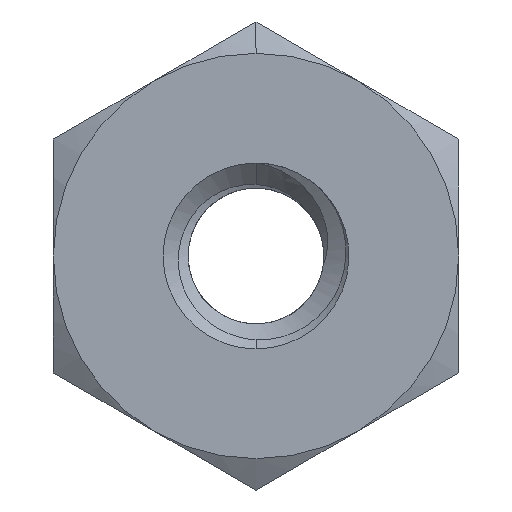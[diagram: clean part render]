
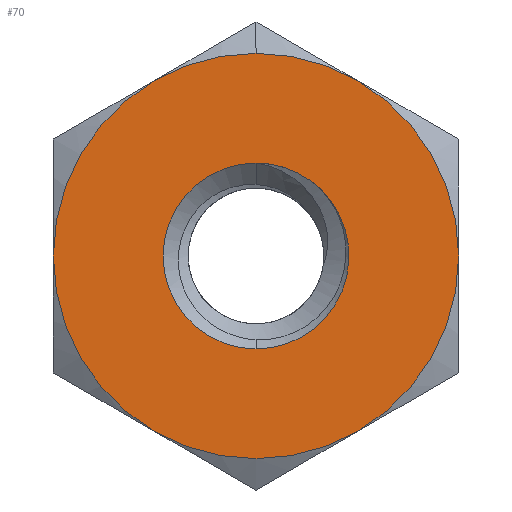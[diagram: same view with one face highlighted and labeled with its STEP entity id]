
A CAD part, front view. The second image highlights one B-rep face of the part: STEP entity #70.
In plain terms, the highlighted planar face has unit normal (0, -1, 0).
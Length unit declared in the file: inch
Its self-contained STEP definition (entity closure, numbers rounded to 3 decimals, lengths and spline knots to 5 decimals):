
#4 = ORIENTED_EDGE ( 'NONE', *, *, #1348, .T. ) ;
#11 = CARTESIAN_POINT ( 'NONE',  ( 0., -0.03125, 0.09375 ) ) ;
#24 = AXIS2_PLACEMENT_3D ( 'NONE', #1278, #470, #743 ) ;
#56 = CARTESIAN_POINT ( 'NONE',  ( -0.09375, -0.03125, -0.05413 ) ) ;
#70 = ADVANCED_FACE ( 'NONE', ( #1165, #1709 ), #907, .F. ) ;
#71 = CARTESIAN_POINT ( 'NONE',  ( 0., -0.03125, 0. ) ) ;
#96 = EDGE_CURVE ( 'NONE', #453, #1308, #1363, .T. ) ;
#105 = AXIS2_PLACEMENT_3D ( 'NONE', #1593, #796, #927 ) ;
#136 = DIRECTION ( 'NONE',  ( 0., 0., 1. ) ) ;
#142 = CIRCLE ( 'NONE', #1515, 0.09375 ) ;
#184 = CARTESIAN_POINT ( 'NONE',  ( 0., -0.03125, 0. ) ) ;
#191 = CARTESIAN_POINT ( 'NONE',  ( 0.04688, -0.03125, -0.08119 ) ) ;
#202 = CARTESIAN_POINT ( 'NONE',  ( 0.09375, -0.03125, 0. ) ) ;
#236 = AXIS2_PLACEMENT_3D ( 'NONE', #1017, #761, #901 ) ;
#274 = EDGE_CURVE ( 'NONE', #1217, #1052, #296, .T. ) ;
#281 = CARTESIAN_POINT ( 'NONE',  ( -0.09375, -0.03125, 0. ) ) ;
#286 = DIRECTION ( 'NONE',  ( 0., 1., 0. ) ) ;
#296 = CIRCLE ( 'NONE', #105, 0.09375 ) ;
#381 = VERTEX_POINT ( 'NONE', #1361 ) ;
#396 = CARTESIAN_POINT ( 'NONE',  ( 0., -0.03125, 0. ) ) ;
#422 = CARTESIAN_POINT ( 'NONE',  ( 0., -0.03125, -0.043 ) ) ;
#423 = ORIENTED_EDGE ( 'NONE', *, *, #1462, .T. ) ;
#431 = CARTESIAN_POINT ( 'NONE',  ( 0., -0.03125, 0. ) ) ;
#453 = VERTEX_POINT ( 'NONE', #422 ) ;
#462 = ORIENTED_EDGE ( 'NONE', *, *, #1261, .F. ) ;
#464 = AXIS2_PLACEMENT_3D ( 'NONE', #396, #1083, #136 ) ;
#470 = DIRECTION ( 'NONE',  ( 0., -1., 0. ) ) ;
#484 = VERTEX_POINT ( 'NONE', #573 ) ;
#492 = CIRCLE ( 'NONE', #557, 0.09375 ) ;
#554 = CARTESIAN_POINT ( 'NONE',  ( 0., -0.03125, 0. ) ) ;
#557 = AXIS2_PLACEMENT_3D ( 'NONE', #554, #814, #958 ) ;
#573 = CARTESIAN_POINT ( 'NONE',  ( 0.04688, -0.03125, 0.08119 ) ) ;
#632 = ORIENTED_EDGE ( 'NONE', *, *, #1016, .T. ) ;
#660 = DIRECTION ( 'NONE',  ( 0., 0., 1. ) ) ;
#695 = CARTESIAN_POINT ( 'NONE',  ( 0., -0.03125, 0.043 ) ) ;
#743 = DIRECTION ( 'NONE',  ( 0., 0., 1. ) ) ;
#745 = CIRCLE ( 'NONE', #1333, 0.09375 ) ;
#761 = DIRECTION ( 'NONE',  ( 0., 1., 0. ) ) ;
#774 = VERTEX_POINT ( 'NONE', #11 ) ;
#782 = CARTESIAN_POINT ( 'NONE',  ( 0.03013, -0.03125, 0.03068 ) ) ;
#796 = DIRECTION ( 'NONE',  ( 0., -1., 0. ) ) ;
#802 = DIRECTION ( 'NONE',  ( 0., 0., 1. ) ) ;
#814 = DIRECTION ( 'NONE',  ( 0., 1., 0. ) ) ;
#821 = DIRECTION ( 'NONE',  ( 0., 0., 1. ) ) ;
#880 = AXIS2_PLACEMENT_3D ( 'NONE', #1193, #286, #660 ) ;
#881 = VERTEX_POINT ( 'NONE', #782 ) ;
#901 = DIRECTION ( 'NONE',  ( 0., 0., 1. ) ) ;
#907 = PLANE ( 'NONE',  #976 ) ;
#916 = DIRECTION ( 'NONE',  ( 0., 1., 0. ) ) ;
#927 = DIRECTION ( 'NONE',  ( 0., 0., 1. ) ) ;
#958 = DIRECTION ( 'NONE',  ( 0., 0., 1. ) ) ;
#976 = AXIS2_PLACEMENT_3D ( 'NONE', #56, #916, #1597 ) ;
#978 = DIRECTION ( 'NONE',  ( 0., -1., 0. ) ) ;
#983 = CIRCLE ( 'NONE', #464, 0.09375 ) ;
#985 = EDGE_LOOP ( 'NONE', ( #1286, #4, #1420, #1618, #1596, #1144, #462 ) ) ;
#1016 = EDGE_CURVE ( 'NONE', #881, #453, #1210, .T. ) ;
#1017 = CARTESIAN_POINT ( 'NONE',  ( 0., -0.03125, 0. ) ) ;
#1026 = CIRCLE ( 'NONE', #1279, 0.09375 ) ;
#1045 = EDGE_CURVE ( 'NONE', #381, #1446, #983, .T. ) ;
#1052 = VERTEX_POINT ( 'NONE', #281 ) ;
#1083 = DIRECTION ( 'NONE',  ( 0., -1., 0. ) ) ;
#1111 = CARTESIAN_POINT ( 'NONE',  ( -0.04688, -0.03125, 0.08119 ) ) ;
#1129 = ORIENTED_EDGE ( 'NONE', *, *, #96, .T. ) ;
#1144 = ORIENTED_EDGE ( 'NONE', *, *, #1160, .T. ) ;
#1148 = EDGE_LOOP ( 'NONE', ( #423, #632, #1129 ) ) ;
#1160 = EDGE_CURVE ( 'NONE', #1446, #1368, #745, .T. ) ;
#1165 = FACE_OUTER_BOUND ( 'NONE', #985, .T. ) ;
#1193 = CARTESIAN_POINT ( 'NONE',  ( 0., -0.03125, 0. ) ) ;
#1205 = EDGE_CURVE ( 'NONE', #484, #774, #1026, .T. ) ;
#1210 = CIRCLE ( 'NONE', #880, 0.043 ) ;
#1217 = VERTEX_POINT ( 'NONE', #1111 ) ;
#1229 = CARTESIAN_POINT ( 'NONE',  ( 0., -0.03125, 0. ) ) ;
#1256 = DIRECTION ( 'NONE',  ( 0., 0., 1. ) ) ;
#1261 = EDGE_CURVE ( 'NONE', #484, #1368, #492, .T. ) ;
#1272 = AXIS2_PLACEMENT_3D ( 'NONE', #1229, #1492, #802 ) ;
#1278 = CARTESIAN_POINT ( 'NONE',  ( 0., -0.03125, 0. ) ) ;
#1279 = AXIS2_PLACEMENT_3D ( 'NONE', #184, #1503, #1374 ) ;
#1286 = ORIENTED_EDGE ( 'NONE', *, *, #1205, .T. ) ;
#1308 = VERTEX_POINT ( 'NONE', #695 ) ;
#1333 = AXIS2_PLACEMENT_3D ( 'NONE', #431, #978, #821 ) ;
#1348 = EDGE_CURVE ( 'NONE', #774, #1217, #142, .T. ) ;
#1361 = CARTESIAN_POINT ( 'NONE',  ( -0.04688, -0.03125, -0.08119 ) ) ;
#1363 = CIRCLE ( 'NONE', #1272, 0.043 ) ;
#1368 = VERTEX_POINT ( 'NONE', #202 ) ;
#1374 = DIRECTION ( 'NONE',  ( 0., 0., 1. ) ) ;
#1420 = ORIENTED_EDGE ( 'NONE', *, *, #274, .T. ) ;
#1446 = VERTEX_POINT ( 'NONE', #191 ) ;
#1462 = EDGE_CURVE ( 'NONE', #1308, #881, #1644, .T. ) ;
#1492 = DIRECTION ( 'NONE',  ( 0., 1., 0. ) ) ;
#1503 = DIRECTION ( 'NONE',  ( 0., -1., 0. ) ) ;
#1507 = DIRECTION ( 'NONE',  ( 0., -1., 0. ) ) ;
#1515 = AXIS2_PLACEMENT_3D ( 'NONE', #71, #1507, #1256 ) ;
#1558 = EDGE_CURVE ( 'NONE', #1052, #381, #1683, .T. ) ;
#1593 = CARTESIAN_POINT ( 'NONE',  ( 0., -0.03125, 0. ) ) ;
#1596 = ORIENTED_EDGE ( 'NONE', *, *, #1045, .T. ) ;
#1597 = DIRECTION ( 'NONE',  ( 0., 0., 1. ) ) ;
#1618 = ORIENTED_EDGE ( 'NONE', *, *, #1558, .T. ) ;
#1644 = CIRCLE ( 'NONE', #236, 0.043 ) ;
#1683 = CIRCLE ( 'NONE', #24, 0.09375 ) ;
#1709 = FACE_BOUND ( 'NONE', #1148, .T. ) ;
